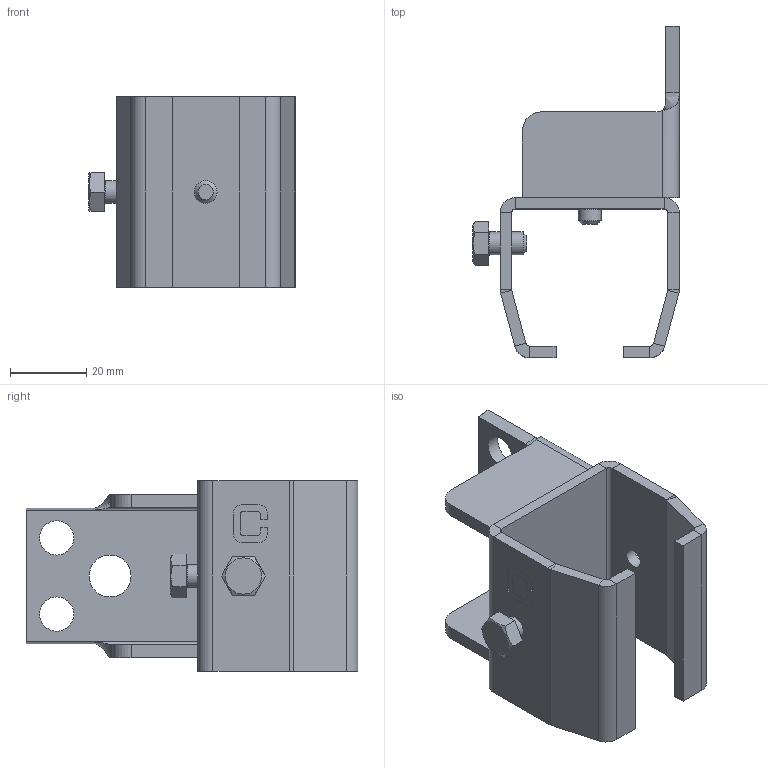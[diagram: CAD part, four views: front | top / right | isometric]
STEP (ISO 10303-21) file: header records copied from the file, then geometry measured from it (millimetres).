
FILE_DESCRIPTION(('STEP AP203'), '1');
FILE_NAME('252.RC35 Äåðæàòåëü RC35 ñ áîêîâûì êðåïëåíèåì', '', ('UNSPECIFIED'), ('UNSPECIFIED'), 'ASCON STEP Converter 1.3', 'ASCON Math Kernel', '');
FILE_SCHEMA(('CONFIG_CONTROL_DESIGN'));
Length unit declared in the file: millimetre
Products named in the file (1): 252.RC35
Bounding box: 54.2 x 87 x 50 mm (x, y, z)
Volume: 32799.1 mm3; surface area: 22900.9 mm2
Topology: 1 solids, 1 shells, 135 faces, 314 edges, 186 vertices
Faces by surface type: plane 91, cylinder 36, cone 4, torus 2, bspline 2
Full cylindrical faces by diameter (mm): 5 x1, 6 x4, 9 x2, 11 x1
Entity records: 5464 total; most frequent: CARTESIAN_POINT 1300, DIRECTION 634, ORIENTED_EDGE 600, EDGE_CURVE 300, AXIS2_PLACEMENT_3D 216, LINE 202, VECTOR 202, VERTEX_POINT 186
